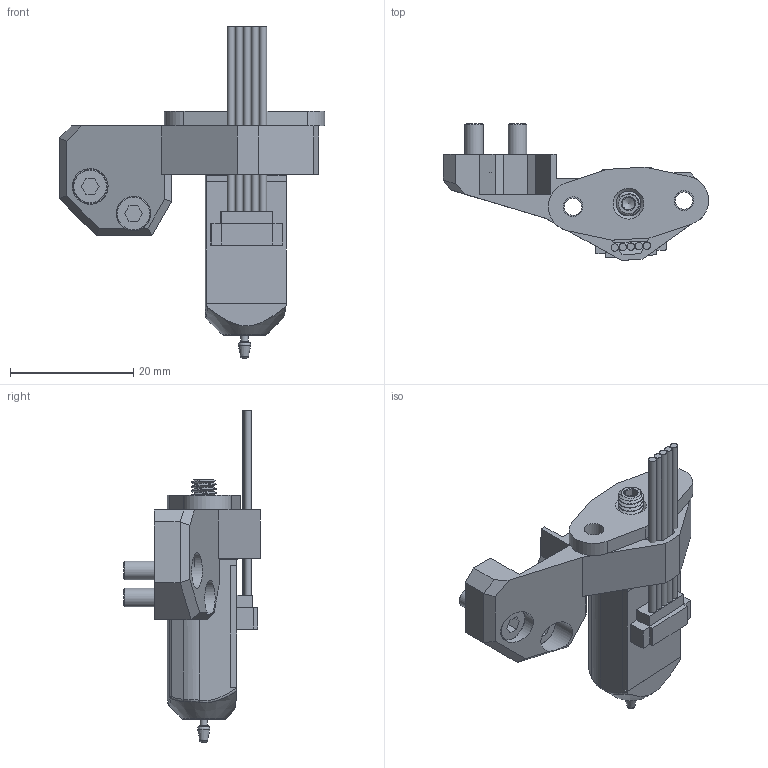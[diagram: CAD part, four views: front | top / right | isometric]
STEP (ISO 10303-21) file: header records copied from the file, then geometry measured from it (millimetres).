
FILE_DESCRIPTION(/* description */ (''),/* implementation_level */ '2;1');
FILE_NAME(/* name */ 'BLTouch.step',/* time_stamp */ '2023-01-09T07:57:41-06:00',/* author */ (''),/* organization */ (''),/* preprocessor_version */ 'ST-DEVELOPER v19.2',/* originating_system */ 'Autodesk Translation Framework v11.17.0.187',/* authorisation */ '');
FILE_SCHEMA (('AUTOMOTIVE_DESIGN { 1 0 10303 214 3 1 1 }'));
Length unit declared in the file: millimetre
Products named in the file (4): BL-touch; BL-touch v3.x; bl_touch_mount; DIN 912 M3 8 mm
Assembly tree (4 placements, depth 2):
  BL-touch
    DIN 912 M3 8 mm  x2
    BL-touch v3.x
    bl_touch_mount
Bounding box: 42.98 x 22.19 x 53.8 mm (x, y, z)
Volume: 7332.1 mm3; surface area: 5749.3 mm2
Topology: 4 solids, 4 shells, 229 faces, 578 edges, 373 vertices
Faces by surface type: plane 138, cylinder 55, cone 16, bspline 12, torus 6, sphere 2
Full cylindrical faces by diameter (mm): 1.2 x6, 2.8 x2, 3 x3, 3.091 x6, 3.2 x2, 3.3 x2, 3.332 x5, 4 x3, 4.109 x5, 5.5 x2, 5.6 x1, 5.8 x1, 11 x1
Entity records: 12787 total; most frequent: CARTESIAN_POINT 7512, ORIENTED_EDGE 1090, DIRECTION 972, EDGE_CURVE 545, VERTEX_POINT 353, LINE 338, VECTOR 338, AXIS2_PLACEMENT_3D 317
